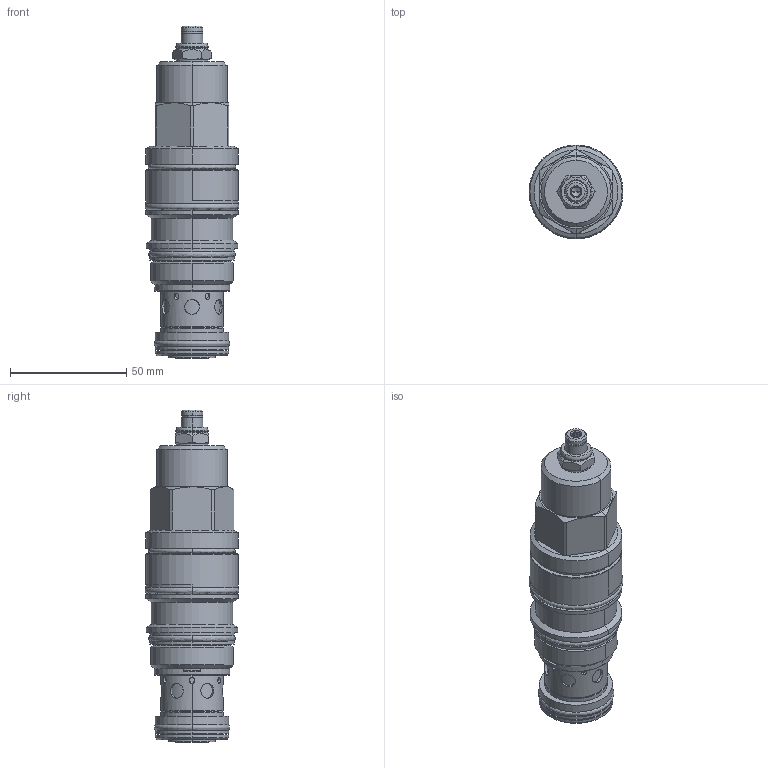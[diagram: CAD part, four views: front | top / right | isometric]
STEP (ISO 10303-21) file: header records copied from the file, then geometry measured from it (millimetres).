
FILE_DESCRIPTION((''),'2;1');
FILE_NAME('CAGLLGN_SW','2024-06-06T14:31:24',('SigMax'),(''),'CREO PARAMETRIC BY PTC INC, 2021072','CREO PARAMETRIC BY PTC INC, 2021072','');
FILE_SCHEMA(('AUTOMOTIVE_DESIGN { 1 0 10303 214 1 1 1 1 }'));
Length unit declared in the file: inch
Products named in the file (1): CAGLLGN_SW
Bounding box: 40.36 x 40.35 x 142.63 mm (x, y, z)
Volume: 114062.7 mm3; surface area: 29144.8 mm2
Topology: 4 solids, 6 shells, 321 faces, 721 edges, 440 vertices
Faces by surface type: cylinder 139, plane 75, cone 59, torus 33, revolution 14, sphere 1
Entity records: 14773 total; most frequent: CARTESIAN_POINT 5183, DIRECTION 1555, ORIENTED_EDGE 1438, EDGE_CURVE 719, AXIS2_PLACEMENT_3D 651, VERTEX_POINT 440, EDGE_LOOP 365, CIRCLE 344
